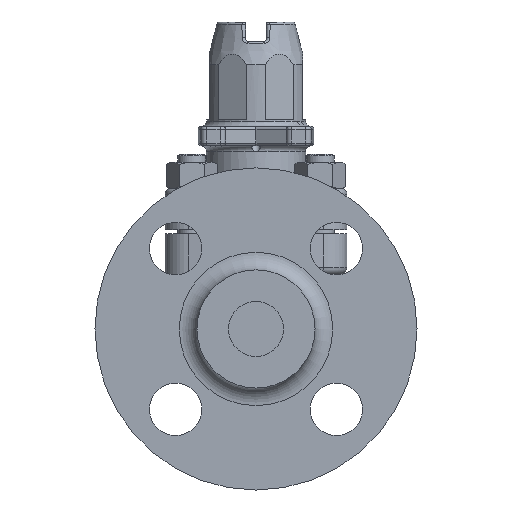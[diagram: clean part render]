
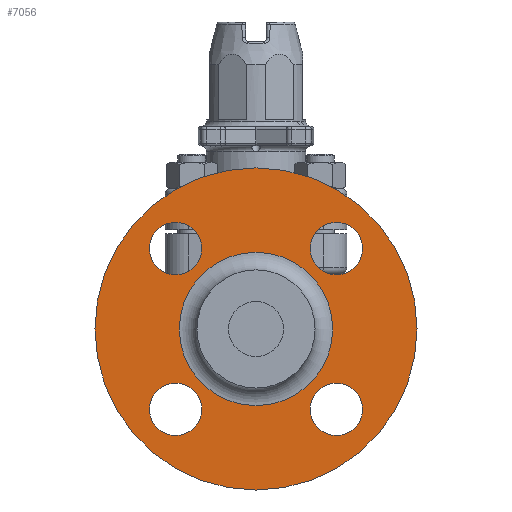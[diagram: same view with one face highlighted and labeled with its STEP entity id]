
A CAD part, left-side view. The second image highlights one B-rep face of the part: STEP entity #7056.
In plain terms, the highlighted planar face has unit normal (-1, 0, 0).
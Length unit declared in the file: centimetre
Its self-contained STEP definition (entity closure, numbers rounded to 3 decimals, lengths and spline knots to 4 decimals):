
#1174=FACE_BOUND('',#2304,.T.);
#1175=FACE_BOUND('',#2305,.T.);
#1176=FACE_BOUND('',#2306,.T.);
#1177=FACE_BOUND('',#2307,.T.);
#1178=FACE_BOUND('',#2308,.T.);
#1752=FACE_OUTER_BOUND('',#2303,.T.);
#2303=EDGE_LOOP('',(#5804));
#2304=EDGE_LOOP('',(#5805));
#2305=EDGE_LOOP('',(#5806));
#2306=EDGE_LOOP('',(#5807));
#2307=EDGE_LOOP('',(#5808));
#2308=EDGE_LOOP('',(#5809));
#2823=CIRCLE('',#7828,5.85);
#2827=CIRCLE('',#7835,2.785);
#2828=CIRCLE('',#7837,0.95);
#2829=CIRCLE('',#7838,0.95);
#2830=CIRCLE('',#7839,0.95);
#2831=CIRCLE('',#7840,0.95);
#3310=VERTEX_POINT('',#12461);
#3314=VERTEX_POINT('',#12472);
#3315=VERTEX_POINT('',#12475);
#3316=VERTEX_POINT('',#12477);
#3317=VERTEX_POINT('',#12479);
#3318=VERTEX_POINT('',#12481);
#4185=EDGE_CURVE('',#3310,#3310,#2823,.T.);
#4189=EDGE_CURVE('',#3314,#3314,#2827,.T.);
#4190=EDGE_CURVE('',#3315,#3315,#2828,.T.);
#4191=EDGE_CURVE('',#3316,#3316,#2829,.T.);
#4192=EDGE_CURVE('',#3317,#3317,#2830,.T.);
#4193=EDGE_CURVE('',#3318,#3318,#2831,.T.);
#5804=ORIENTED_EDGE('',*,*,#4185,.F.);
#5805=ORIENTED_EDGE('',*,*,#4190,.T.);
#5806=ORIENTED_EDGE('',*,*,#4191,.T.);
#5807=ORIENTED_EDGE('',*,*,#4192,.T.);
#5808=ORIENTED_EDGE('',*,*,#4193,.T.);
#5809=ORIENTED_EDGE('',*,*,#4189,.F.);
#6669=PLANE('',#7836);
#7056=ADVANCED_FACE('',(#1752,#1174,#1175,#1176,#1177,#1178),#6669,.F.);
#7828=AXIS2_PLACEMENT_3D('',#12462,#9512,#9513);
#7835=AXIS2_PLACEMENT_3D('',#12473,#9526,#9527);
#7836=AXIS2_PLACEMENT_3D('',#12474,#9528,#9529);
#7837=AXIS2_PLACEMENT_3D('',#12476,#9530,#9531);
#7838=AXIS2_PLACEMENT_3D('',#12478,#9532,#9533);
#7839=AXIS2_PLACEMENT_3D('',#12480,#9534,#9535);
#7840=AXIS2_PLACEMENT_3D('',#12482,#9536,#9537);
#9512=DIRECTION('center_axis',(1.,0.,0.));
#9513=DIRECTION('ref_axis',(0.,0.,1.));
#9526=DIRECTION('center_axis',(-1.,0.,0.));
#9527=DIRECTION('ref_axis',(0.,0.,1.));
#9528=DIRECTION('center_axis',(1.,0.,0.));
#9529=DIRECTION('ref_axis',(0.,0.,-1.));
#9530=DIRECTION('center_axis',(1.,0.,0.));
#9531=DIRECTION('ref_axis',(0.,0.,1.));
#9532=DIRECTION('center_axis',(1.,0.,0.));
#9533=DIRECTION('ref_axis',(0.,-1.,0.));
#9534=DIRECTION('center_axis',(1.,0.,0.));
#9535=DIRECTION('ref_axis',(0.,0.,-1.));
#9536=DIRECTION('center_axis',(1.,0.,0.));
#9537=DIRECTION('ref_axis',(0.,1.,0.));
#12461=CARTESIAN_POINT('',(-9.158,0.069,-5.85));
#12462=CARTESIAN_POINT('Origin',(-9.158,0.069,0.));
#12472=CARTESIAN_POINT('',(-9.158,0.069,-2.785));
#12473=CARTESIAN_POINT('Origin',(-9.158,0.069,0.));
#12474=CARTESIAN_POINT('Origin',(-9.158,0.069,0.));
#12475=CARTESIAN_POINT('',(-9.158,2.9894,1.9704));
#12476=CARTESIAN_POINT('Origin',(-9.158,2.9894,2.9204));
#12477=CARTESIAN_POINT('',(-9.158,-1.9013,2.9204));
#12478=CARTESIAN_POINT('Origin',(-9.158,-2.8513,2.9204));
#12479=CARTESIAN_POINT('',(-9.158,-2.8513,-1.9704));
#12480=CARTESIAN_POINT('Origin',(-9.158,-2.8513,-2.9204));
#12481=CARTESIAN_POINT('',(-9.158,2.0394,-2.9204));
#12482=CARTESIAN_POINT('Origin',(-9.158,2.9894,-2.9204));
